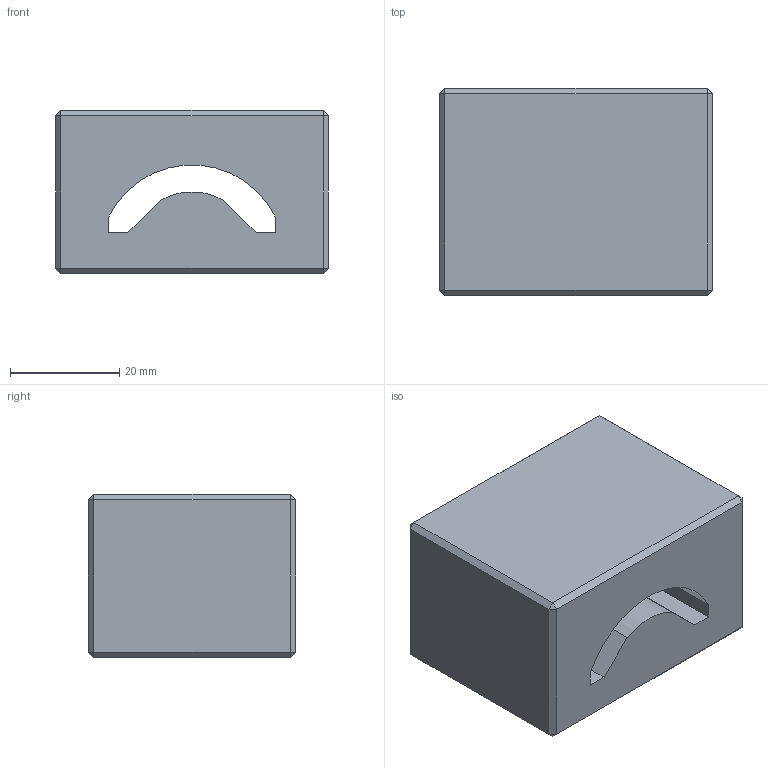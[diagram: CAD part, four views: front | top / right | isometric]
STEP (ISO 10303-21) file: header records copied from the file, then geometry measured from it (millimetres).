
FILE_DESCRIPTION(('FreeCAD Model'),'2;1');
FILE_NAME('8539 02_8550_01_Gauge.step','2020-10-06T09:32:56',( 'A. MOREL'),('STEELMAG INTERNATIONAL'), 'Open CASCADE STEP processor 7.3','FreeCAD','Unknown');
FILE_SCHEMA(('AUTOMOTIVE_DESIGN { 1 0 10303 214 1 1 1 1 }'));
Length unit declared in the file: millimetre
Products named in the file (1): Body
Bounding box: 50 x 38 x 30 mm (x, y, z)
Volume: 49953.7 mm3; surface area: 11459 mm2
Topology: 1 solids, 1 shells, 34 faces, 72 edges, 40 vertices
Faces by surface type: plane 32, cylinder 2
Entity records: 1835 total; most frequent: CARTESIAN_POINT 303, DIRECTION 288, LINE 208, VECTOR 208, ORIENTED_EDGE 144, PCURVE 144, DEFINITIONAL_REPRESENTATION 144, EDGE_CURVE 72
